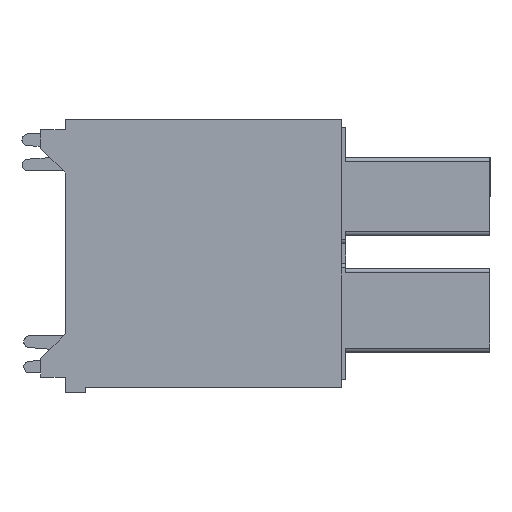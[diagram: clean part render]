
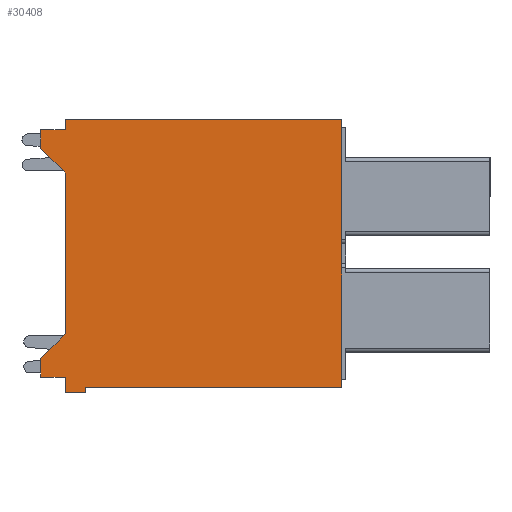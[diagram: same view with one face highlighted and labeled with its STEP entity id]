
A CAD part, left-side view. The second image highlights one B-rep face of the part: STEP entity #30408.
In plain terms, the highlighted planar face has unit normal (-1, 0, 0).
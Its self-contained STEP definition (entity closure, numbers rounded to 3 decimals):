
#3732=ORIENTED_EDGE('',*,*,#10232,.F.);
#3733=ORIENTED_EDGE('',*,*,#11613,.T.);
#3734=ORIENTED_EDGE('',*,*,#11614,.F.);
#3735=ORIENTED_EDGE('',*,*,#11615,.T.);
#3736=ORIENTED_EDGE('',*,*,#10261,.F.);
#3737=ORIENTED_EDGE('',*,*,#11616,.T.);
#3738=ORIENTED_EDGE('',*,*,#11617,.T.);
#3739=ORIENTED_EDGE('',*,*,#10096,.T.);
#3740=ORIENTED_EDGE('',*,*,#11604,.T.);
#3741=ORIENTED_EDGE('',*,*,#10785,.F.);
#3742=ORIENTED_EDGE('',*,*,#10329,.F.);
#3743=ORIENTED_EDGE('',*,*,#11618,.F.);
#3744=ORIENTED_EDGE('',*,*,#11619,.T.);
#3745=ORIENTED_EDGE('',*,*,#11620,.T.);
#10096=EDGE_CURVE('',#14512,#14554,#17506,.T.);
#10232=EDGE_CURVE('',#14681,#14682,#17606,.T.);
#10261=EDGE_CURVE('',#14710,#14711,#17635,.T.);
#10329=EDGE_CURVE('',#14778,#14779,#17703,.T.);
#10785=EDGE_CURVE('',#14779,#15096,#18159,.T.);
#11604=EDGE_CURVE('',#14554,#15096,#18841,.T.);
#11613=EDGE_CURVE('',#14681,#15578,#18850,.T.);
#11614=EDGE_CURVE('',#15579,#15578,#18851,.T.);
#11615=EDGE_CURVE('',#15579,#14711,#18852,.T.);
#11616=EDGE_CURVE('',#14710,#15580,#18853,.T.);
#11617=EDGE_CURVE('',#15580,#14512,#18854,.T.);
#11618=EDGE_CURVE('',#15581,#14778,#18855,.T.);
#11619=EDGE_CURVE('',#15581,#15582,#18856,.T.);
#11620=EDGE_CURVE('',#15582,#14682,#18857,.T.);
#14512=VERTEX_POINT('',#41899);
#14554=VERTEX_POINT('',#41983);
#14681=VERTEX_POINT('',#42265);
#14682=VERTEX_POINT('',#42267);
#14710=VERTEX_POINT('',#42324);
#14711=VERTEX_POINT('',#42326);
#14778=VERTEX_POINT('',#42461);
#14779=VERTEX_POINT('',#42463);
#15096=VERTEX_POINT('',#43346);
#15578=VERTEX_POINT('',#46036);
#15579=VERTEX_POINT('',#46038);
#15580=VERTEX_POINT('',#46041);
#15581=VERTEX_POINT('',#46044);
#15582=VERTEX_POINT('',#46046);
#17506=LINE('',#41984,#21378);
#17606=LINE('',#42266,#21478);
#17635=LINE('',#42325,#21507);
#17703=LINE('',#42462,#21575);
#18159=LINE('',#43345,#22031);
#18841=LINE('',#46019,#22713);
#18850=LINE('',#46035,#22722);
#18851=LINE('',#46037,#22723);
#18852=LINE('',#46039,#22724);
#18853=LINE('',#46040,#22725);
#18854=LINE('',#46042,#22726);
#18855=LINE('',#46043,#22727);
#18856=LINE('',#46045,#22728);
#18857=LINE('',#46047,#22729);
#21378=VECTOR('',#33816,1000.);
#21478=VECTOR('',#34026,1000.);
#21507=VECTOR('',#34057,1000.);
#21575=VECTOR('',#34127,1000.);
#22031=VECTOR('',#34803,1000.);
#22713=VECTOR('',#36169,1000.);
#22722=VECTOR('',#36182,1000.);
#22723=VECTOR('',#36183,1000.);
#22724=VECTOR('',#36184,1000.);
#22725=VECTOR('',#36185,1000.);
#22726=VECTOR('',#36186,1000.);
#22727=VECTOR('',#36187,1000.);
#22728=VECTOR('',#36188,1000.);
#22729=VECTOR('',#36189,1000.);
#25683=EDGE_LOOP('',(#3732,#3733,#3734,#3735,#3736,#3737,#3738,#3739,#3740,
#3741,#3742,#3743,#3744,#3745));
#27465=FACE_BOUND('',#25683,.T.);
#29039=PLANE('',#32136);
#30408=ADVANCED_FACE('',(#27465),#29039,.F.);
#32136=AXIS2_PLACEMENT_3D('',#46034,#36180,#36181);
#33816=DIRECTION('',(0.,-1.,0.));
#34026=DIRECTION('',(0.,0.,1.));
#34057=DIRECTION('',(0.,0.,1.));
#34127=DIRECTION('',(0.,0.,1.));
#34803=DIRECTION('',(0.,-1.,0.));
#36169=DIRECTION('',(0.,0.,1.));
#36180=DIRECTION('',(1.,0.,0.));
#36181=DIRECTION('',(0.,0.,-1.));
#36182=DIRECTION('',(0.,0.707,-0.707));
#36183=DIRECTION('',(0.,0.,1.));
#36184=DIRECTION('',(0.,-1.,0.));
#36185=DIRECTION('',(0.,-1.,0.));
#36186=DIRECTION('',(0.,0.,1.));
#36187=DIRECTION('',(0.,-1.,0.));
#36188=DIRECTION('',(0.,0.,-1.));
#36189=DIRECTION('',(0.,-0.707,-0.707));
#41899=CARTESIAN_POINT('',(-16.15,12.4,-6.5));
#41983=CARTESIAN_POINT('',(-16.15,0.,-6.5));
#41984=CARTESIAN_POINT('',(-16.15,13.4,-6.5));
#42265=CARTESIAN_POINT('',(-16.15,13.4,-3.9));
#42266=CARTESIAN_POINT('',(-16.15,13.4,-6.5));
#42267=CARTESIAN_POINT('',(-16.15,13.4,3.9));
#42324=CARTESIAN_POINT('',(-16.15,13.4,-6.75));
#42325=CARTESIAN_POINT('',(-16.15,13.4,-6.5));
#42326=CARTESIAN_POINT('',(-16.15,13.4,-6.));
#42461=CARTESIAN_POINT('',(-16.15,13.4,6.));
#42462=CARTESIAN_POINT('',(-16.15,13.4,-6.5));
#42463=CARTESIAN_POINT('',(-16.15,13.4,6.5));
#43345=CARTESIAN_POINT('',(-16.15,13.4,6.5));
#43346=CARTESIAN_POINT('',(-16.15,0.,6.5));
#46019=CARTESIAN_POINT('',(-16.15,0.,-6.5));
#46034=CARTESIAN_POINT('',(-16.15,13.4,-6.5));
#46035=CARTESIAN_POINT('',(-16.15,14.6,-5.1));
#46036=CARTESIAN_POINT('',(-16.15,14.6,-5.1));
#46037=CARTESIAN_POINT('',(-16.15,14.6,-6.));
#46038=CARTESIAN_POINT('',(-16.15,14.6,-6.));
#46039=CARTESIAN_POINT('',(-16.15,14.6,-6.));
#46040=CARTESIAN_POINT('',(-16.15,12.4,-6.75));
#46041=CARTESIAN_POINT('',(-16.15,12.4,-6.75));
#46042=CARTESIAN_POINT('',(-16.15,12.4,-6.5));
#46043=CARTESIAN_POINT('',(-16.15,14.6,6.));
#46044=CARTESIAN_POINT('',(-16.15,14.6,6.));
#46045=CARTESIAN_POINT('',(-16.15,14.6,6.));
#46046=CARTESIAN_POINT('',(-16.15,14.6,5.1));
#46047=CARTESIAN_POINT('',(-16.15,13.4,3.9));
